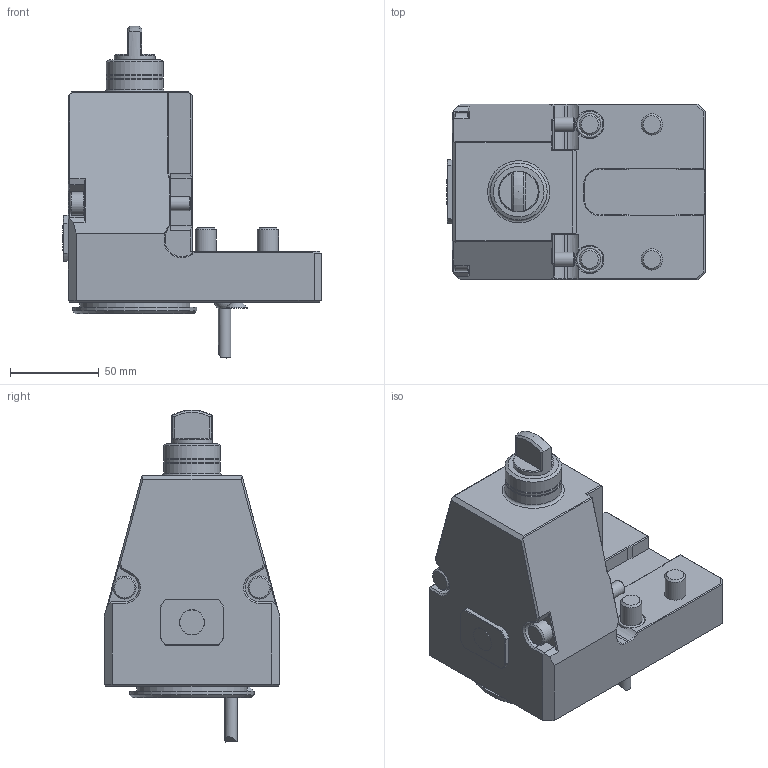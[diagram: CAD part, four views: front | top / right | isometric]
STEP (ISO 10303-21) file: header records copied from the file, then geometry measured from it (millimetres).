
FILE_DESCRIPTION(/* description */ (''),/* implementation_level */ '2;1');
FILE_NAME(/* name */ '1616492354773.stp',/* time_stamp */ '2021-03-23T10:39:20+01:00',/* author */ (''),/* organization */ ('SMS'),/* preprocessor_version */ 'ST-DEVELOPER v16.7',/* originating_system */ 'SIEMENS PLM Software NX 12.0',/* authorisation */ '');
FILE_SCHEMA (('AUTOMOTIVE_DESIGN { 1 0 10303 214 3 1 1 1 }'));
Length unit declared in the file: millimetre
Products named in the file (1): 203442676mod000_00
Bounding box: 145.5 x 99 x 187 mm (x, y, z)
Volume: 883242.5 mm3; surface area: 81966.2 mm2
Topology: 1 solids, 1 shells, 254 faces, 626 edges, 402 vertices
Faces by surface type: plane 149, cylinder 47, cone 44, torus 7, bspline 5, sphere 2
Full cylindrical faces by diameter (mm): 2.5 x1, 6 x1, 7 x1, 8 x2, 12 x7, 13 x2, 16 x2, 22.9 x1, 32 x3, 62 x1, 68 x1, 70 x1
Entity records: 7381 total; most frequent: CARTESIAN_POINT 1694, DIRECTION 1151, ORIENTED_EDGE 1098, EDGE_CURVE 549, AXIS2_PLACEMENT_3D 414, VERTEX_POINT 373, EDGE_LOOP 332, LINE 323
